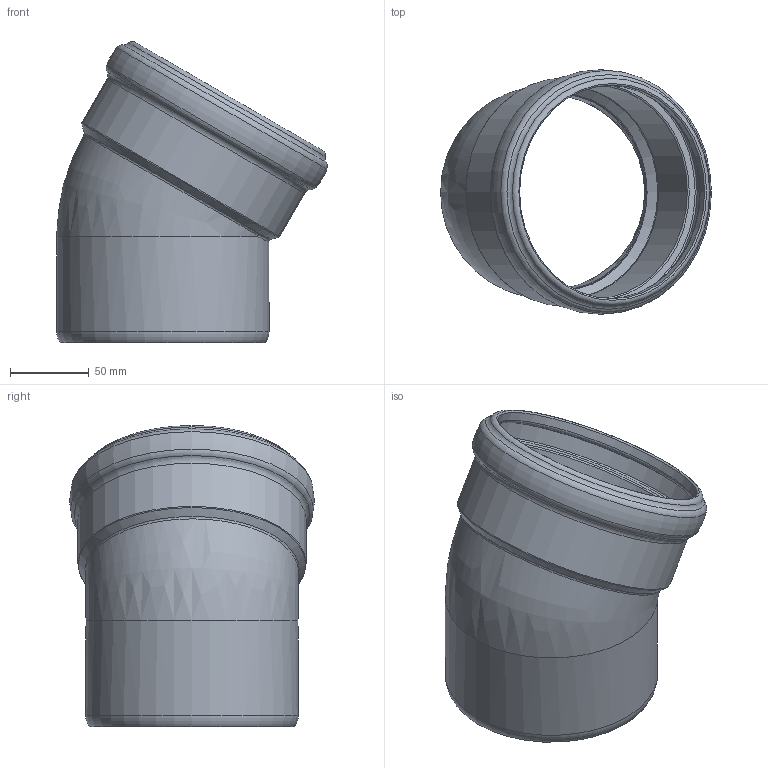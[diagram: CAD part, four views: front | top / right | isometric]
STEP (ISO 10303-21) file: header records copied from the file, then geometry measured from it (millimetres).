
FILE_DESCRIPTION(/* description */ (''),/* implementation_level */ '2;1');
FILE_NAME(/* name */ '336110 SKOLANsafeB Bogen DN_OD 135_30°.stp',/* time_stamp */ '2018-01-09T13:50:40+01:00',/* author */ ('user1'),/* organization */ (''),/* preprocessor_version */ 'ST-DEVELOPER v16.1',/* originating_system */ 'Autodesk Inventor 2016',/* authorisation */ '');
FILE_SCHEMA (('AUTOMOTIVE_DESIGN { 1 0 10303 214 3 1 1 }'));
Length unit declared in the file: millimetre
Products named in the file (1): 336110 SKOLANsafeB Bogen DN_OD 135_30°
Bounding box: 172.5 x 155.58 x 191.74 mm (x, y, z)
Volume: 373092.3 mm3; surface area: 151911.7 mm2
Topology: 1 solids, 1 shells, 31 faces, 65 edges, 33 vertices
Faces by surface type: torus 15, cylinder 7, cone 4, bspline 4, plane 1
Full cylindrical faces by diameter (mm): 124.7 x2, 135.3 x1, 135.8 x1, 136.1 x1, 145.4 x1, 147.7 x1
Entity records: 1197 total; most frequent: CARTESIAN_POINT 653, DIRECTION 116, ORIENTED_EDGE 68, EDGE_LOOP 58, AXIS2_PLACEMENT_3D 58, EDGE_CURVE 34, FACE_OUTER_BOUND 31, ADVANCED_FACE 31
